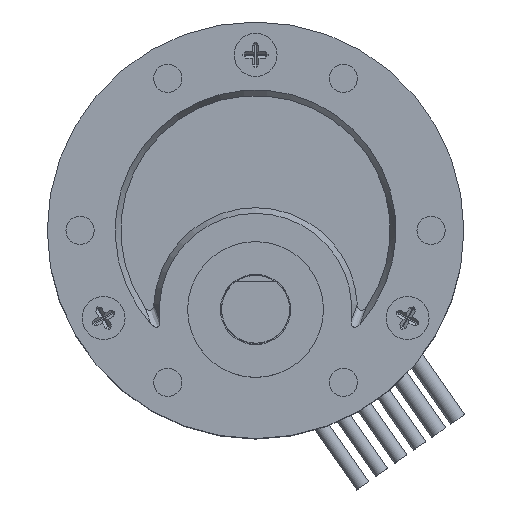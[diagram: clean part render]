
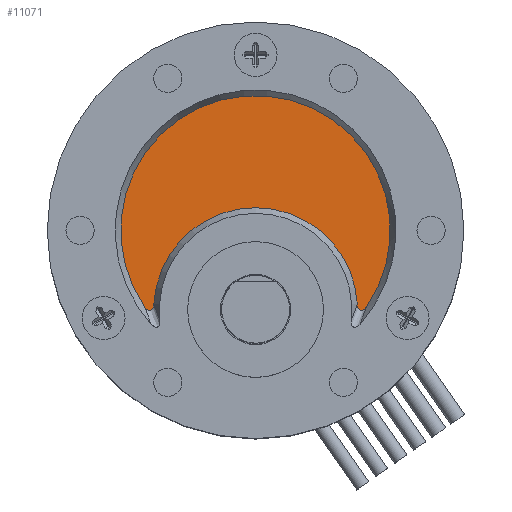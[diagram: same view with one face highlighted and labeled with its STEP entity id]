
A CAD part, top view. The second image highlights one B-rep face of the part: STEP entity #11071.
In plain terms, the highlighted planar face has unit normal (0, 0, 1).
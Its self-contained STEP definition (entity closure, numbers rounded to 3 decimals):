
#2192=B_SPLINE_CURVE_WITH_KNOTS('',3,(#15945,#15946,#15947,#15948,#15949,
#15950,#15951,#15952,#15953,#15954,#15955,#15956,#15957,#15958,#15959,#15960,
#15961,#15962),.UNSPECIFIED.,.F.,.F.,(4,2,2,2,2,2,2,2,4),(-0.129,
-0.106,-0.088,-0.075,-0.065,
-0.054,-0.041,-0.022,0.),
 .UNSPECIFIED.);
#2193=B_SPLINE_CURVE_WITH_KNOTS('',3,(#15965,#15966,#15967,#15968,#15969,
#15970,#15971,#15972,#15973,#15974,#15975,#15976,#15977,#15978,#15979,#15980,
#15981,#15982),.UNSPECIFIED.,.F.,.F.,(4,2,2,2,2,2,2,2,4),(-0.129,
-0.108,-0.089,-0.075,-0.065,
-0.054,-0.042,-0.024,0.),
 .UNSPECIFIED.);
#2640=FACE_OUTER_BOUND('',#3266,.T.);
#3266=EDGE_LOOP('',(#7520,#7521,#7522,#7523));
#3837=CIRCLE('',#11762,9.);
#3838=CIRCLE('',#11763,11.9);
#4394=VERTEX_POINT('',#15941);
#4395=VERTEX_POINT('',#15942);
#4396=VERTEX_POINT('',#15944);
#4397=VERTEX_POINT('',#15963);
#5571=EDGE_CURVE('',#4394,#4395,#3837,.T.);
#5572=EDGE_CURVE('',#4395,#4396,#2192,.T.);
#5573=EDGE_CURVE('',#4396,#4397,#3838,.T.);
#5574=EDGE_CURVE('',#4397,#4394,#2193,.T.);
#7520=ORIENTED_EDGE('',*,*,#5571,.T.);
#7521=ORIENTED_EDGE('',*,*,#5572,.T.);
#7522=ORIENTED_EDGE('',*,*,#5573,.T.);
#7523=ORIENTED_EDGE('',*,*,#5574,.T.);
#10085=PLANE('',#11761);
#11071=ADVANCED_FACE('',(#2640),#10085,.T.);
#11761=AXIS2_PLACEMENT_3D('',#15940,#13175,#13176);
#11762=AXIS2_PLACEMENT_3D('',#15943,#13177,#13178);
#11763=AXIS2_PLACEMENT_3D('',#15964,#13179,#13180);
#13175=DIRECTION('center_axis',(0.,0.,1.));
#13176=DIRECTION('ref_axis',(1.,0.,0.));
#13177=DIRECTION('center_axis',(0.,0.,-1.));
#13178=DIRECTION('ref_axis',(1.,0.,0.));
#13179=DIRECTION('center_axis',(0.,0.,1.));
#13180=DIRECTION('ref_axis',(1.,0.,0.));
#15940=CARTESIAN_POINT('Origin',(19.925,0.,18.925));
#15941=CARTESIAN_POINT('',(10.938,-6.518,18.925));
#15942=CARTESIAN_POINT('',(28.912,-6.518,18.925));
#15943=CARTESIAN_POINT('Origin',(19.925,-7.,18.925));
#15944=CARTESIAN_POINT('',(29.727,-6.748,18.925));
#15945=CARTESIAN_POINT('Ctrl Pts',(28.912,-6.518,18.925));
#15946=CARTESIAN_POINT('Ctrl Pts',(28.916,-6.596,18.925));
#15947=CARTESIAN_POINT('Ctrl Pts',(28.928,-6.675,18.925));
#15948=CARTESIAN_POINT('Ctrl Pts',(28.966,-6.806,18.925));
#15949=CARTESIAN_POINT('Ctrl Pts',(28.99,-6.863,18.925));
#15950=CARTESIAN_POINT('Ctrl Pts',(29.045,-6.946,18.925));
#15951=CARTESIAN_POINT('Ctrl Pts',(29.073,-6.977,18.925));
#15952=CARTESIAN_POINT('Ctrl Pts',(29.134,-7.023,18.925));
#15953=CARTESIAN_POINT('Ctrl Pts',(29.165,-7.039,18.925));
#15954=CARTESIAN_POINT('Ctrl Pts',(29.234,-7.058,18.925));
#15955=CARTESIAN_POINT('Ctrl Pts',(29.269,-7.061,18.925));
#15956=CARTESIAN_POINT('Ctrl Pts',(29.348,-7.053,18.925));
#15957=CARTESIAN_POINT('Ctrl Pts',(29.389,-7.04,18.925));
#15958=CARTESIAN_POINT('Ctrl Pts',(29.486,-6.995,18.925));
#15959=CARTESIAN_POINT('Ctrl Pts',(29.539,-6.956,18.925));
#15960=CARTESIAN_POINT('Ctrl Pts',(29.639,-6.864,18.925));
#15961=CARTESIAN_POINT('Ctrl Pts',(29.686,-6.807,18.925));
#15962=CARTESIAN_POINT('Ctrl Pts',(29.727,-6.748,18.925));
#15963=CARTESIAN_POINT('',(10.123,-6.748,18.925));
#15964=CARTESIAN_POINT('Origin',(19.925,0.,18.925));
#15965=CARTESIAN_POINT('Ctrl Pts',(10.123,-6.748,18.925));
#15966=CARTESIAN_POINT('Ctrl Pts',(10.163,-6.805,18.925));
#15967=CARTESIAN_POINT('Ctrl Pts',(10.208,-6.86,18.925));
#15968=CARTESIAN_POINT('Ctrl Pts',(10.306,-6.952,18.925));
#15969=CARTESIAN_POINT('Ctrl Pts',(10.359,-6.992,18.925));
#15970=CARTESIAN_POINT('Ctrl Pts',(10.456,-7.038,18.925));
#15971=CARTESIAN_POINT('Ctrl Pts',(10.498,-7.052,18.925));
#15972=CARTESIAN_POINT('Ctrl Pts',(10.577,-7.061,18.925));
#15973=CARTESIAN_POINT('Ctrl Pts',(10.613,-7.059,18.925));
#15974=CARTESIAN_POINT('Ctrl Pts',(10.682,-7.04,18.925));
#15975=CARTESIAN_POINT('Ctrl Pts',(10.714,-7.025,18.925));
#15976=CARTESIAN_POINT('Ctrl Pts',(10.775,-6.98,18.925));
#15977=CARTESIAN_POINT('Ctrl Pts',(10.802,-6.949,18.925));
#15978=CARTESIAN_POINT('Ctrl Pts',(10.858,-6.867,18.925));
#15979=CARTESIAN_POINT('Ctrl Pts',(10.882,-6.812,18.925));
#15980=CARTESIAN_POINT('Ctrl Pts',(10.922,-6.679,18.925));
#15981=CARTESIAN_POINT('Ctrl Pts',(10.934,-6.598,18.925));
#15982=CARTESIAN_POINT('Ctrl Pts',(10.938,-6.518,18.925));
